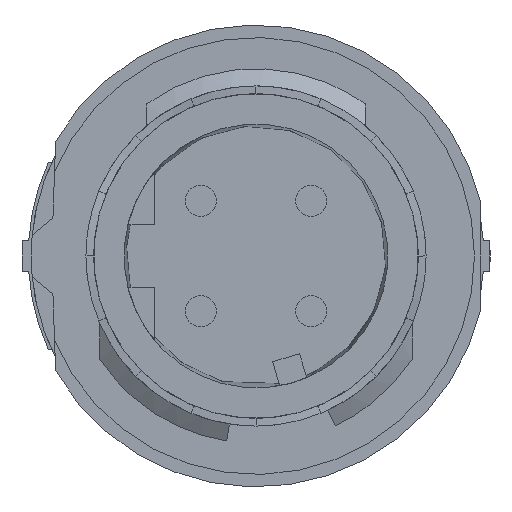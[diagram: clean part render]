
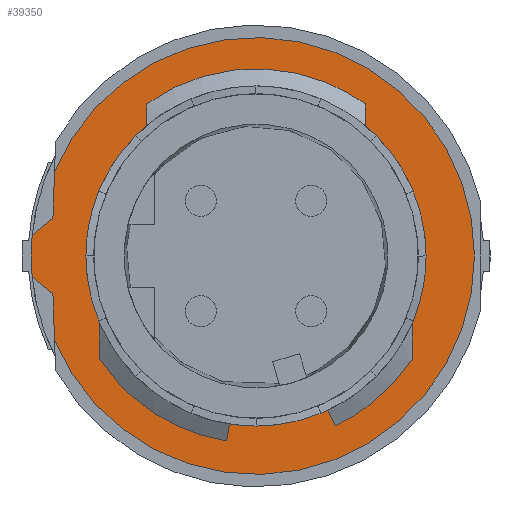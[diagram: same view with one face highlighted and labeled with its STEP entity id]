
A CAD part, left-side view. The second image highlights one B-rep face of the part: STEP entity #39350.
In plain terms, the highlighted planar face has unit normal (-1, 0, 0).
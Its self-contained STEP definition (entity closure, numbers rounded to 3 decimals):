
#34590=CARTESIAN_POINT('',(-37.678,6.455,
2.708));
#34600=VERTEX_POINT('',#34590);
#34630=CARTESIAN_POINT('',(-37.678,6.55,
0.));
#34640=DIRECTION('',(0.,-0.035,
0.999));
#34650=VECTOR('',#34640,1.);
#34660=LINE('',#34630,#34650);
#34670=CARTESIAN_POINT('',(-37.678,6.507,
1.21));
#34680=VERTEX_POINT('',#34670);
#34690=EDGE_CURVE('',#34680,#34600,#34660,.T.);
#34940=CARTESIAN_POINT('',(-37.678,-6.975,
12.128));
#34950=DIRECTION('',(0.,-0.777,
0.629));
#34960=VECTOR('',#34950,1.);
#34970=LINE('',#34940,#34960);
#34980=CARTESIAN_POINT('',(-37.678,7.168,
0.675));
#34990=VERTEX_POINT('',#34980);
#35000=EDGE_CURVE('',#34990,#34680,#34970,.T.);
#37060=CARTESIAN_POINT('',(-37.678,7.2,
0.));
#37070=VERTEX_POINT('',#37060);
#37100=CARTESIAN_POINT('',(-37.678,0.,
0.));
#37110=DIRECTION('',(1.,0.,0.));
#37120=DIRECTION('',(0.,1.,0.));
#37130=AXIS2_PLACEMENT_3D('',#37100,#37110,#37120);
#37140=CIRCLE('',#37130,7.2);
#37150=CARTESIAN_POINT('',(-37.678,7.168,
-0.675));
#37160=VERTEX_POINT('',#37150);
#37170=EDGE_CURVE('',#37160,#37070,#37140,.T.);
#37860=CARTESIAN_POINT('',(-37.678,-6.975,
-12.128));
#37870=DIRECTION('',(0.,0.777,
0.629));
#37880=VECTOR('',#37870,1.);
#37890=LINE('',#37860,#37880);
#37900=CARTESIAN_POINT('',(-37.678,6.507,
-1.21));
#37910=VERTEX_POINT('',#37900);
#37920=EDGE_CURVE('',#37910,#37160,#37890,.T.);
#38190=CARTESIAN_POINT('',(-37.678,6.55,
0.));
#38200=DIRECTION('',(0.,0.035,
0.999));
#38210=VECTOR('',#38200,1.);
#38220=LINE('',#38190,#38210);
#38230=CARTESIAN_POINT('',(-37.678,6.455,
-2.708));
#38240=VERTEX_POINT('',#38230);
#38250=EDGE_CURVE('',#38240,#37910,#38220,.T.);
#38860=CARTESIAN_POINT('',(-37.678,0.,
0.));
#38870=DIRECTION('',(-1.,0.,0.));
#38880=DIRECTION('',(0.,0.,-1.));
#38890=AXIS2_PLACEMENT_3D('',#38860,#38870,#38880);
#38900=CIRCLE('',#38890,7.);
#38910=EDGE_CURVE('',#38240,#34600,#38900,.T.);
#39050=CARTESIAN_POINT('',(-37.678,-6.225,
0.));
#39060=DIRECTION('',(-1.,0.,0.));
#39070=DIRECTION('',(0.,0.,-1.));
#39080=AXIS2_PLACEMENT_3D('',#39050,#39060,#39070);
#39090=PLANE('',#39080);
#39100=CARTESIAN_POINT('',(-37.678,0.,
0.));
#39110=DIRECTION('',(1.,0.,0.));
#39120=DIRECTION('',(0.,0.966,
0.259));
#39130=AXIS2_PLACEMENT_3D('',#39100,#39110,#39120);
#39140=CIRCLE('',#39130,5.45);
#39150=CARTESIAN_POINT('',(-37.678,5.264,
1.411));
#39160=VERTEX_POINT('',#39150);
#39170=CARTESIAN_POINT('',(-37.678,-5.264,
-1.411));
#39180=VERTEX_POINT('',#39170);
#39190=EDGE_CURVE('',#39160,#39180,#39140,.T.);
#39200=ORIENTED_EDGE('',*,*,#39190,.T.);
#39210=EDGE_CURVE('',#39180,#39160,#39140,.T.);
#39220=ORIENTED_EDGE('',*,*,#39210,.T.);
#39230=EDGE_LOOP('',(#39220,#39200));
#39240=FACE_BOUND('',#39230,.T.);
#39250=ORIENTED_EDGE('',*,*,#35000,.F.);
#39260=ORIENTED_EDGE('',*,*,#34690,.F.);
#39270=ORIENTED_EDGE('',*,*,#38910,.T.);
#39280=ORIENTED_EDGE('',*,*,#38250,.F.);
#39290=ORIENTED_EDGE('',*,*,#37920,.F.);
#39300=ORIENTED_EDGE('',*,*,#37170,.F.);
#39310=EDGE_CURVE('',#37070,#34990,#37140,.T.);
#39320=ORIENTED_EDGE('',*,*,#39310,.F.);
#39330=EDGE_LOOP('',(#39320,#39300,#39290,#39280,#39270,#39260,#39250));
#39340=FACE_OUTER_BOUND('',#39330,.T.);
#39350=ADVANCED_FACE('',(#39240,#39340),#39090,.T.);
